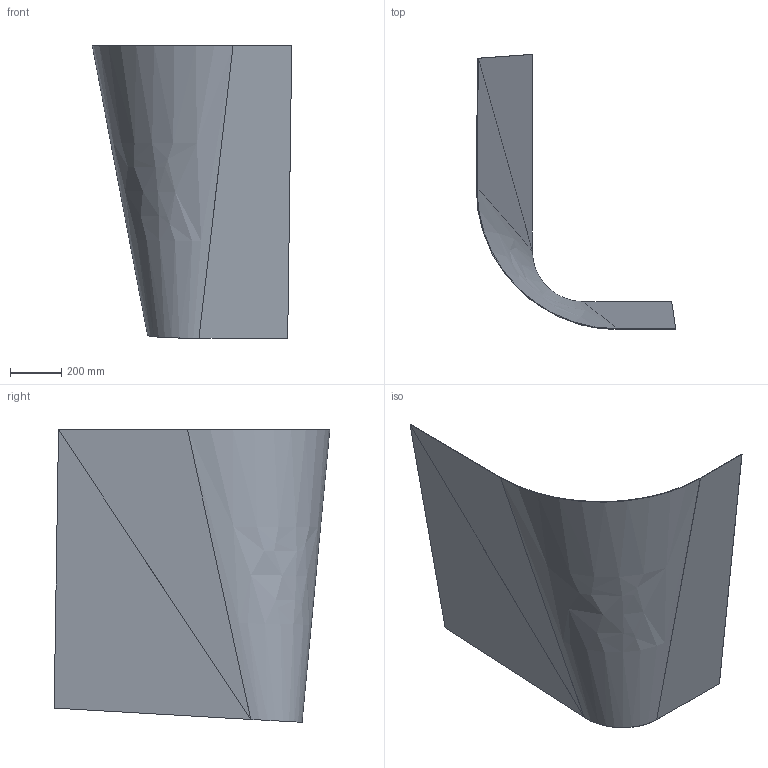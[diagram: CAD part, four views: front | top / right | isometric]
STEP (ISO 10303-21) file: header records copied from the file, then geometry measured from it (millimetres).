
FILE_DESCRIPTION(/* description */ ('3,0 x 1200'),/* implementation_level */ '2;1');
FILE_NAME(/* name */ '1181589_Uten knekker.stp',/* time_stamp */ '2021-10-29T13:49:39+02:00',/* author */ ('MarieTherese'),/* organization */ (''),/* preprocessor_version */ 'ST-DEVELOPER v18.1',/* originating_system */ 'Autodesk Inventor 2020',/* authorisation */ '');
FILE_SCHEMA (('AUTOMOTIVE_DESIGN { 1 0 10303 214 3 1 1 }'));
Length unit declared in the file: millimetre
Products named in the file (1): 1181589_Uten knekker
Bounding box: 781.86 x 1080.56 x 1146.67 mm (x, y, z)
Volume: 5197685.2 mm3; surface area: 3481030.2 mm2
Topology: 1 solids, 1 shells, 20 faces, 38 edges, 20 vertices
Faces by surface type: plane 12, bspline 8
Entity records: 745 total; most frequent: CARTESIAN_POINT 343, ORIENTED_EDGE 76, DIRECTION 60, EDGE_CURVE 38, LINE 30, VECTOR 30, FACE_OUTER_BOUND 20, EDGE_LOOP 20
